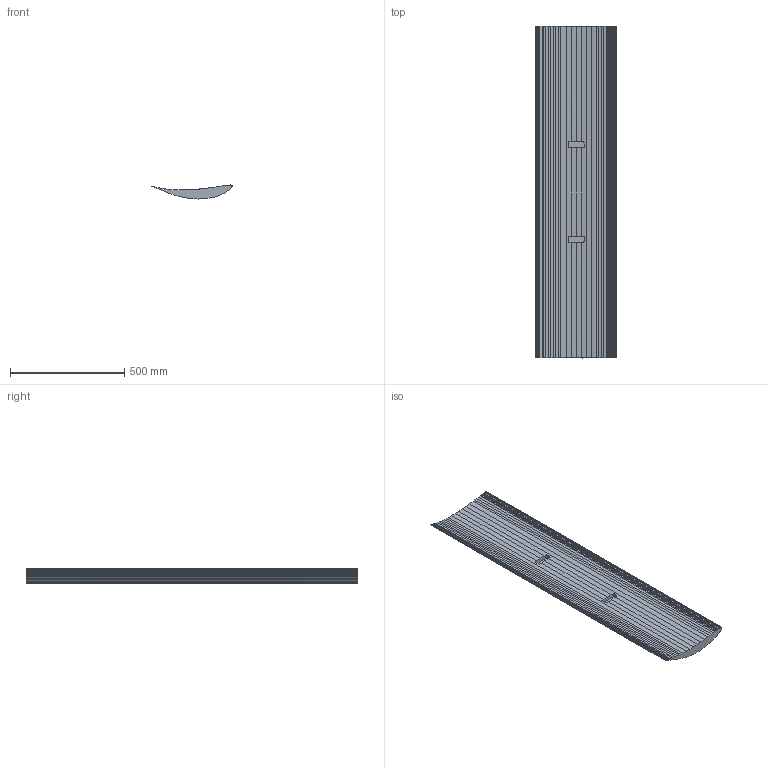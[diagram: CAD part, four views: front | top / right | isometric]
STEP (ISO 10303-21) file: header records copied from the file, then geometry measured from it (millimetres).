
FILE_DESCRIPTION(('CATIA V5 STEP Exchange'),'2;1');
FILE_NAME('Aileron1.1_avec_trous(negatif).stp','2020-06-08T16:24:06+00:00',('none'),('none'),'CATIA Version 5 Release 19 SP 2 (IN-10)','CATIA V5 STEP AP203','none');
FILE_SCHEMA(('CONFIG_CONTROL_DESIGN'));
Length unit declared in the file: millimetre
Products named in the file (1): Produit19
Assembly tree (1 placements, depth 2):
  Produit19
    #58
Bounding box: 350 x 1450 x 61.29 mm (x, y, z)
Volume: 14855817.6 mm3; surface area: 1087846.4 mm2
Topology: 1 solids, 1 shells, 98 faces, 288 edges, 192 vertices
Faces by surface type: extrusion 82, plane 12, cylinder 4
Entity records: 4291 total; most frequent: CARTESIAN_POINT 1979, ORIENTED_EDGE 576, EDGE_CURVE 288, B_SPLINE_CURVE_WITH_KNOTS 258, DIRECTION 224, VERTEX_POINT 192, VECTOR 190, LINE 108
